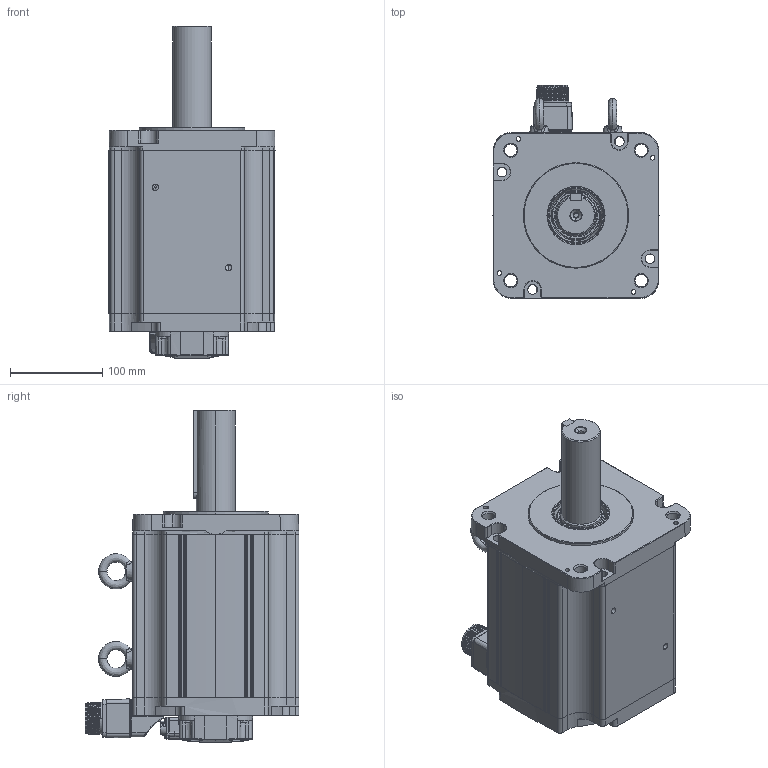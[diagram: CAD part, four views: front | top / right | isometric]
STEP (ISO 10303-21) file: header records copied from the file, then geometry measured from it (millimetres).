
FILE_DESCRIPTION (( 'STEP AP214' ), '1' );
FILE_NAME ('EM3G-75.STEP', '2021-02-25T02:05:56', ( '' ), ( '' ), 'SwSTEP 2.0', 'SolidWorks 2018', '' );
FILE_SCHEMA (( 'AUTOMOTIVE_DESIGN' ));
Length unit declared in the file: millimetre
Products named in the file (1): EM3G-75
Bounding box: 180 x 231.51 x 360 mm (x, y, z)
Surface area: 298737.7 mm2 (no closed solid volume)
Topology: 0 solids, 45 shells, 843 faces, 3190 edges, 2332 vertices
Faces by surface type: cylinder 359, plane 207, bspline 104, cone 96, torus 44, sphere 33
Entity records: 55898 total; most frequent: CARTESIAN_POINT 20883, DIRECTION 5239, ORIENTED_EDGE 4959, EDGE_CURVE 3172, VERTEX_POINT 2329, AXIS2_PLACEMENT_3D 1951, VECTOR 1337, LINE 1337
